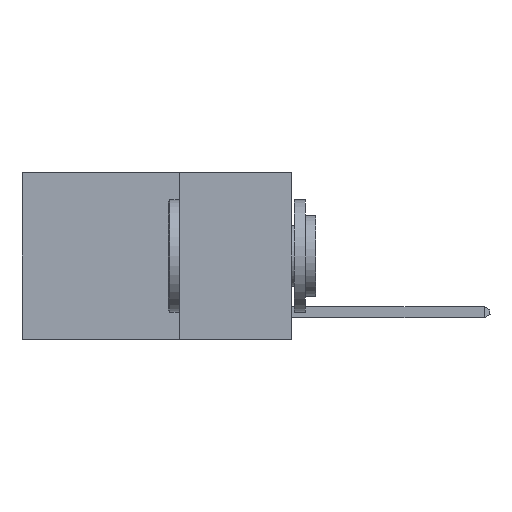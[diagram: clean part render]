
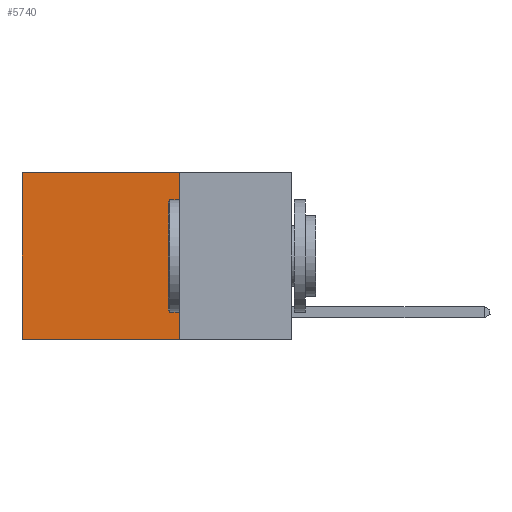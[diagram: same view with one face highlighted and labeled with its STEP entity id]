
A CAD part, left-side view. The second image highlights one B-rep face of the part: STEP entity #5740.
In plain terms, the highlighted planar face has unit normal (-1, 0, 0).
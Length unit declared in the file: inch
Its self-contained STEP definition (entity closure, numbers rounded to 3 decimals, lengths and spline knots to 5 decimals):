
#1942 = DIRECTION ( 'NONE',  ( 0., 1., 0. ) ) ;
#2071 = DIRECTION ( 'NONE',  ( 0., 0., -1. ) ) ;
#2073 = PLANE ( 'NONE',  #7222 ) ;
#2875 = LINE ( 'NONE', #3998, #5564 ) ;
#2900 = VECTOR ( 'NONE', #9254, 39.37008 ) ;
#3166 = CARTESIAN_POINT ( 'NONE',  ( 0.2625, 0.25, 0. ) ) ;
#3998 = CARTESIAN_POINT ( 'NONE',  ( 0.2625, 0.25, 0. ) ) ;
#4284 = CARTESIAN_POINT ( 'NONE',  ( 0.2625, 0.25, -0.37 ) ) ;
#4308 = VECTOR ( 'NONE', #1942, 39.37008 ) ;
#4356 = FACE_OUTER_BOUND ( 'NONE', #7068, .T. ) ;
#5155 = VERTEX_POINT ( 'NONE', #8349 ) ;
#5394 = DIRECTION ( 'NONE',  ( 0., 0., -1. ) ) ;
#5545 = EDGE_CURVE ( 'NONE', #6659, #5890, #2875, .T. ) ;
#5564 = VECTOR ( 'NONE', #9441, 39.37008 ) ;
#5740 = ADVANCED_FACE ( 'NONE', ( #4356 ), #2073, .F. ) ;
#5890 = VERTEX_POINT ( 'NONE', #6977 ) ;
#6560 = DIRECTION ( 'NONE',  ( 1., 0., 0. ) ) ;
#6659 = VERTEX_POINT ( 'NONE', #10916 ) ;
#6977 = CARTESIAN_POINT ( 'NONE',  ( 0.2625, 0.6, 0. ) ) ;
#7068 = EDGE_LOOP ( 'NONE', ( #12879, #11875, #8402, #9766 ) ) ;
#7222 = AXIS2_PLACEMENT_3D ( 'NONE', #8761, #6560, #5394 ) ;
#8204 = CARTESIAN_POINT ( 'NONE',  ( 0.2625, 0.6, 0. ) ) ;
#8349 = CARTESIAN_POINT ( 'NONE',  ( 0.2625, 0.25, -0.37 ) ) ;
#8402 = ORIENTED_EDGE ( 'NONE', *, *, #9455, .F. ) ;
#8761 = CARTESIAN_POINT ( 'NONE',  ( 0.2625, 0.25, 0. ) ) ;
#9254 = DIRECTION ( 'NONE',  ( 0., 0., -1. ) ) ;
#9441 = DIRECTION ( 'NONE',  ( 0., 1., 0. ) ) ;
#9455 = EDGE_CURVE ( 'NONE', #6659, #5155, #10813, .T. ) ;
#9570 = VECTOR ( 'NONE', #2071, 39.37008 ) ;
#9730 = LINE ( 'NONE', #4284, #4308 ) ;
#9766 = ORIENTED_EDGE ( 'NONE', *, *, #5545, .T. ) ;
#10572 = CARTESIAN_POINT ( 'NONE',  ( 0.2625, 0.6, -0.37 ) ) ;
#10813 = LINE ( 'NONE', #3166, #9570 ) ;
#10916 = CARTESIAN_POINT ( 'NONE',  ( 0.2625, 0.25, 0. ) ) ;
#11261 = VERTEX_POINT ( 'NONE', #10572 ) ;
#11875 = ORIENTED_EDGE ( 'NONE', *, *, #11895, .F. ) ;
#11895 = EDGE_CURVE ( 'NONE', #5155, #11261, #9730, .T. ) ;
#12690 = EDGE_CURVE ( 'NONE', #5890, #11261, #12789, .T. ) ;
#12789 = LINE ( 'NONE', #8204, #2900 ) ;
#12879 = ORIENTED_EDGE ( 'NONE', *, *, #12690, .T. ) ;
